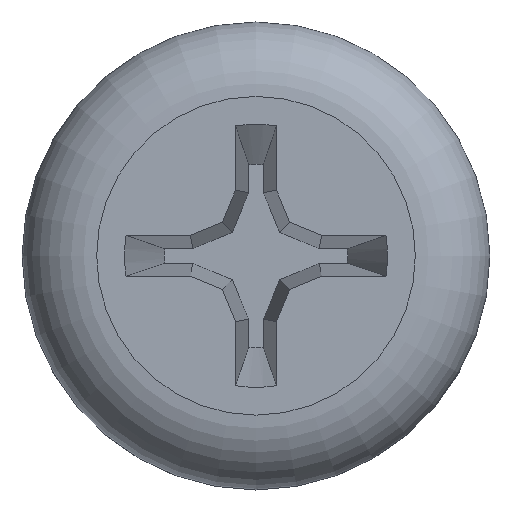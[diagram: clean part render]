
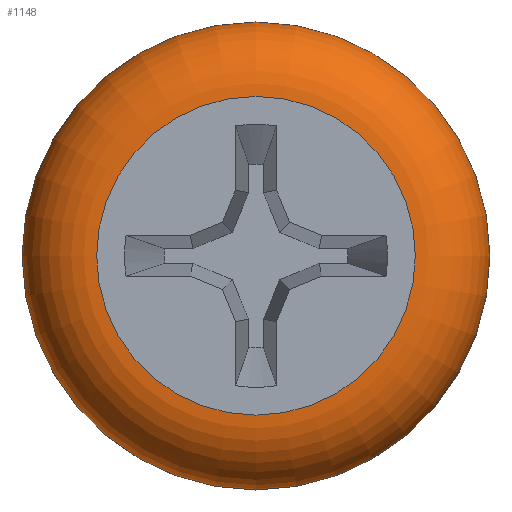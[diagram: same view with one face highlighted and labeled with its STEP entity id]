
A CAD part, top view. The second image highlights one B-rep face of the part: STEP entity #1148.
In plain terms, the highlighted toroidal (fillet/blend) face has major radius 5.45 mm and minor radius 2.55 mm.
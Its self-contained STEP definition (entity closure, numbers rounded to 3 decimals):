
#39=TOROIDAL_SURFACE('',#1239,5.45,2.55);
#116=FACE_OUTER_BOUND('',#178,.T.);
#178=EDGE_LOOP('',(#867,#868,#869,#870,#871,#872,#873));
#217=CIRCLE('',#1240,8.);
#218=CIRCLE('',#1241,8.);
#219=CIRCLE('',#1242,2.55);
#220=CIRCLE('',#1243,5.45);
#221=CIRCLE('',#1244,5.45);
#222=CIRCLE('',#1245,8.);
#503=VERTEX_POINT('',#5765);
#504=VERTEX_POINT('',#5766);
#505=VERTEX_POINT('',#5768);
#506=VERTEX_POINT('',#5770);
#507=VERTEX_POINT('',#5772);
#656=EDGE_CURVE('',#503,#504,#217,.T.);
#657=EDGE_CURVE('',#505,#503,#218,.T.);
#658=EDGE_CURVE('',#505,#506,#219,.T.);
#659=EDGE_CURVE('',#506,#507,#220,.T.);
#660=EDGE_CURVE('',#507,#506,#221,.T.);
#661=EDGE_CURVE('',#504,#505,#222,.T.);
#867=ORIENTED_EDGE('',*,*,#656,.F.);
#868=ORIENTED_EDGE('',*,*,#657,.F.);
#869=ORIENTED_EDGE('',*,*,#658,.T.);
#870=ORIENTED_EDGE('',*,*,#659,.T.);
#871=ORIENTED_EDGE('',*,*,#660,.T.);
#872=ORIENTED_EDGE('',*,*,#658,.F.);
#873=ORIENTED_EDGE('',*,*,#661,.F.);
#1148=ADVANCED_FACE('',(#116),#39,.T.);
#1239=AXIS2_PLACEMENT_3D('',#5764,#1399,#1400);
#1240=AXIS2_PLACEMENT_3D('',#5767,#1401,#1402);
#1241=AXIS2_PLACEMENT_3D('',#5769,#1403,#1404);
#1242=AXIS2_PLACEMENT_3D('',#5771,#1405,#1406);
#1243=AXIS2_PLACEMENT_3D('',#5773,#1407,#1408);
#1244=AXIS2_PLACEMENT_3D('',#5774,#1409,#1410);
#1245=AXIS2_PLACEMENT_3D('',#5775,#1411,#1412);
#1399=DIRECTION('center_axis',(0.,0.,-1.));
#1400=DIRECTION('ref_axis',(0.,1.,0.));
#1401=DIRECTION('center_axis',(0.,0.,-1.));
#1402=DIRECTION('ref_axis',(0.,1.,0.));
#1403=DIRECTION('center_axis',(0.,0.,-1.));
#1404=DIRECTION('ref_axis',(0.,1.,0.));
#1405=DIRECTION('center_axis',(-1.,0.,0.));
#1406=DIRECTION('ref_axis',(0.,-1.,0.));
#1407=DIRECTION('center_axis',(0.,0.,-1.));
#1408=DIRECTION('ref_axis',(0.,1.,0.));
#1409=DIRECTION('center_axis',(0.,0.,-1.));
#1410=DIRECTION('ref_axis',(0.,1.,0.));
#1411=DIRECTION('center_axis',(0.,0.,-1.));
#1412=DIRECTION('ref_axis',(0.,1.,0.));
#5764=CARTESIAN_POINT('Origin',(0.,0.,3.45));
#5765=CARTESIAN_POINT('',(-8.,0.,3.45));
#5766=CARTESIAN_POINT('',(8.,0.,3.45));
#5767=CARTESIAN_POINT('Origin',(0.,0.,3.45));
#5768=CARTESIAN_POINT('',(0.,-8.,3.45));
#5769=CARTESIAN_POINT('Origin',(0.,0.,3.45));
#5770=CARTESIAN_POINT('',(0.,-5.45,6.));
#5771=CARTESIAN_POINT('Origin',(0.,-5.45,3.45));
#5772=CARTESIAN_POINT('',(0.,5.45,6.));
#5773=CARTESIAN_POINT('Origin',(0.,0.,6.));
#5774=CARTESIAN_POINT('Origin',(0.,0.,6.));
#5775=CARTESIAN_POINT('Origin',(0.,0.,3.45));
